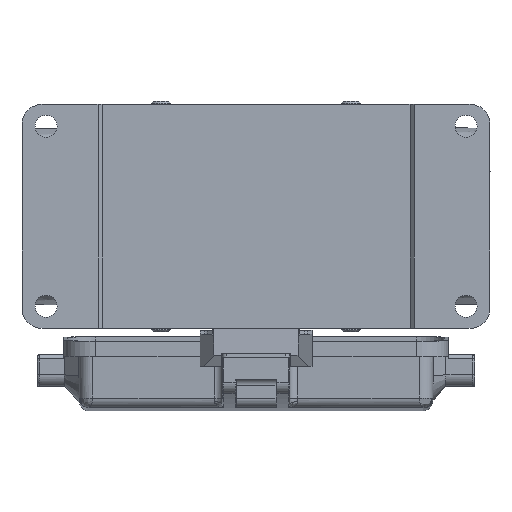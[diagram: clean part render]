
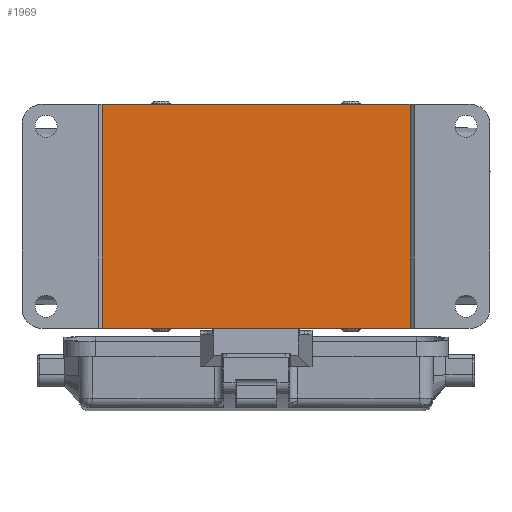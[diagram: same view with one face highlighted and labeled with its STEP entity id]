
A CAD part, front view. The second image highlights one B-rep face of the part: STEP entity #1969.
In plain terms, the highlighted planar face has unit normal (0, -1, 0).
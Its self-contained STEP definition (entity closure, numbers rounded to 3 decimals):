
#1969=ADVANCED_FACE('NONE',(#2950),#2409,.F.);
#2409=PLANE('',#12977);
#2950=FACE_OUTER_BOUND('',#3669,.T.);
#3669=EDGE_LOOP('',(#6259,#6260,#6261,#6262));
#6259=ORIENTED_EDGE('',*,*,#9978,.F.);
#6260=ORIENTED_EDGE('',*,*,#9979,.T.);
#6261=ORIENTED_EDGE('',*,*,#9980,.F.);
#6262=ORIENTED_EDGE('',*,*,#9981,.T.);
#8432=VERTEX_POINT('',#22284);
#8433=VERTEX_POINT('',#22285);
#8434=VERTEX_POINT('',#22287);
#8435=VERTEX_POINT('',#22289);
#9978=EDGE_CURVE('NONE',#8432,#8433,#11138,.T.);
#9979=EDGE_CURVE('NONE',#8432,#8434,#11139,.T.);
#9980=EDGE_CURVE('NONE',#8435,#8434,#11140,.T.);
#9981=EDGE_CURVE('NONE',#8435,#8433,#11141,.T.);
#11138=LINE('',#22283,#11992);
#11139=LINE('',#22286,#11993);
#11140=LINE('',#22288,#11994);
#11141=LINE('',#22290,#11995);
#11992=VECTOR('',#15425,1.);
#11993=VECTOR('',#15426,1.);
#11994=VECTOR('',#15427,1.);
#11995=VECTOR('',#15428,1.);
#12977=AXIS2_PLACEMENT_3D('',#22291,#15429,#15430);
#15425=DIRECTION('',(1.,0.,0.));
#15426=DIRECTION('',(0.,0.,-1.));
#15427=DIRECTION('',(-1.,0.,0.));
#15428=DIRECTION('',(0.,0.,1.));
#15429=DIRECTION('',(0.,1.,0.));
#15430=DIRECTION('',(0.,0.,1.));
#22283=CARTESIAN_POINT('',(-58.5,-23.,28.));
#22284=CARTESIAN_POINT('',(-38.5,-23.,28.));
#22285=CARTESIAN_POINT('',(38.5,-23.,28.));
#22286=CARTESIAN_POINT('',(-38.5,-23.,33.6));
#22287=CARTESIAN_POINT('',(-38.5,-23.,-28.));
#22288=CARTESIAN_POINT('',(58.5,-23.,-28.));
#22289=CARTESIAN_POINT('',(38.5,-23.,-28.));
#22290=CARTESIAN_POINT('',(38.5,-23.,33.6));
#22291=CARTESIAN_POINT('',(38.5,-23.,33.6));
